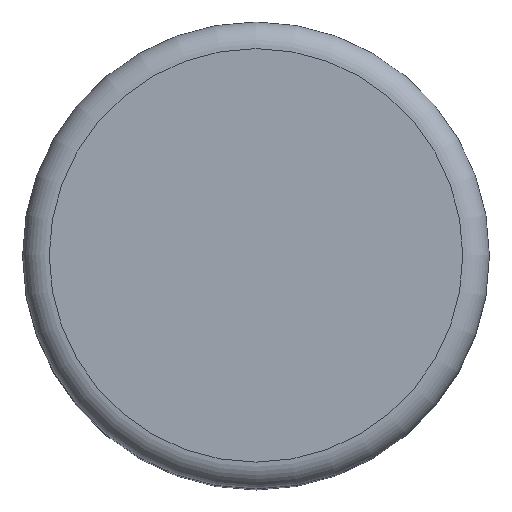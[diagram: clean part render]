
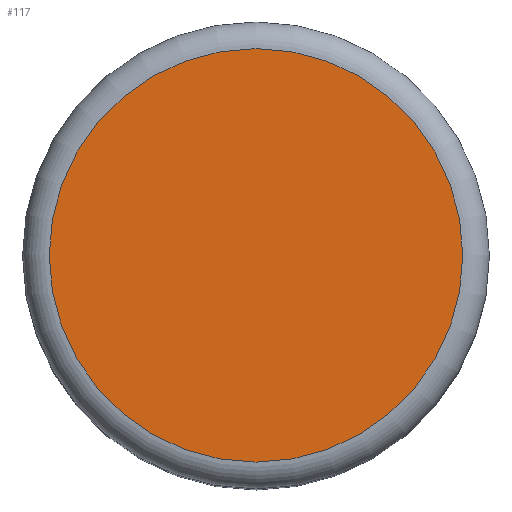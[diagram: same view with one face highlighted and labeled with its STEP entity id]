
A CAD part, top view. The second image highlights one B-rep face of the part: STEP entity #117.
In plain terms, the highlighted planar face has unit normal (0, 0, 1).
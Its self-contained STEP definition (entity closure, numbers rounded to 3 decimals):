
#17=PLANE('',#155);
#29=FACE_OUTER_BOUND('',#38,.T.);
#38=EDGE_LOOP('',(#107));
#55=CIRCLE('',#153,7.75);
#65=VERTEX_POINT('',#226);
#78=EDGE_CURVE('',#65,#65,#55,.T.);
#107=ORIENTED_EDGE('',*,*,#78,.F.);
#117=ADVANCED_FACE('',(#29),#17,.T.);
#153=AXIS2_PLACEMENT_3D('',#227,#192,#193);
#155=AXIS2_PLACEMENT_3D('',#229,#196,#197);
#192=DIRECTION('center_axis',(0.,0.,-1.));
#193=DIRECTION('ref_axis',(-1.,0.,0.));
#196=DIRECTION('center_axis',(0.,0.,1.));
#197=DIRECTION('ref_axis',(1.,0.,0.));
#226=CARTESIAN_POINT('',(-7.75,0.,28.));
#227=CARTESIAN_POINT('Origin',(0.,0.,28.));
#229=CARTESIAN_POINT('Origin',(0.,0.,
28.));
